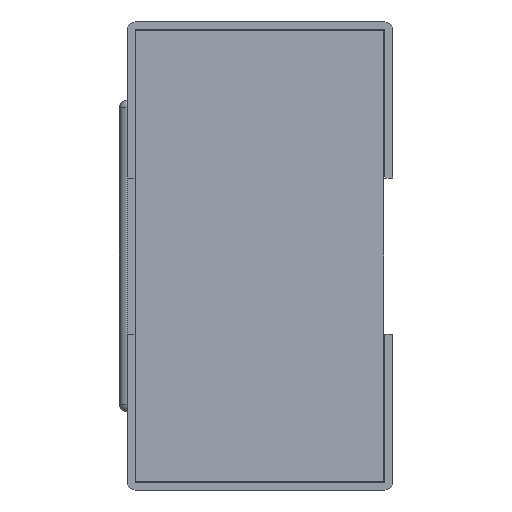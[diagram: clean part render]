
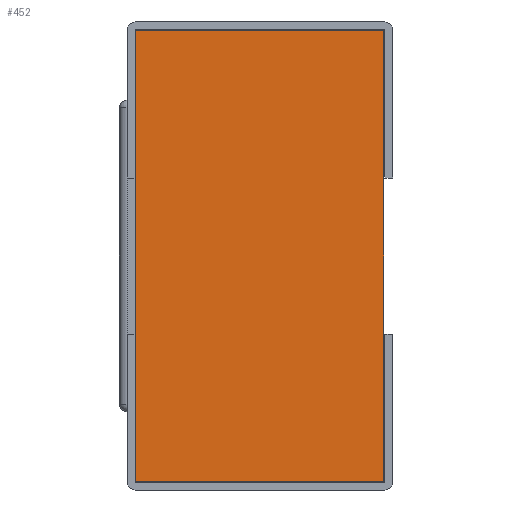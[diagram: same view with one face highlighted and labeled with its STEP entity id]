
A CAD part, left-side view. The second image highlights one B-rep face of the part: STEP entity #452.
In plain terms, the highlighted planar face has unit normal (-1, 0, 0).
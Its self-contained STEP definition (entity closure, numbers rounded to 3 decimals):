
#21 = EDGE_CURVE('',#22,#24,#26,.T.);
#22 = VERTEX_POINT('',#23);
#23 = CARTESIAN_POINT('',(-0.7,0.154,-0.289));
#24 = VERTEX_POINT('',#25);
#25 = CARTESIAN_POINT('',(-0.7,-0.164,-0.289));
#26 = SURFACE_CURVE('',#27,(#31,#43),.PCURVE_S1.);
#27 = LINE('',#28,#29);
#28 = CARTESIAN_POINT('',(-0.7,-0.,-0.289));
#29 = VECTOR('',#30,1.);
#30 = DIRECTION('',(0.,-1.,0.));
#31 = PCURVE('',#32,#37);
#32 = PLANE('',#33);
#33 = AXIS2_PLACEMENT_3D('',#34,#35,#36);
#34 = CARTESIAN_POINT('',(0.7,0.,-0.289));
#35 = DIRECTION('',(0.,0.,-1.));
#36 = DIRECTION('',(-1.,0.,-0.));
#37 = DEFINITIONAL_REPRESENTATION('',(#38),#42);
#38 = LINE('',#39,#40);
#39 = CARTESIAN_POINT('',(1.4,0.));
#40 = VECTOR('',#41,1.);
#41 = DIRECTION('',(-0.,-1.));
#42 = ( GEOMETRIC_REPRESENTATION_CONTEXT(2) 
PARAMETRIC_REPRESENTATION_CONTEXT() REPRESENTATION_CONTEXT('2D SPACE',''
  ) );
#43 = PCURVE('',#44,#49);
#44 = PLANE('',#45);
#45 = AXIS2_PLACEMENT_3D('',#46,#47,#48);
#46 = CARTESIAN_POINT('',(-0.7,0.,0.));
#47 = DIRECTION('',(1.,-0.,0.));
#48 = DIRECTION('',(0.,0.,-1.));
#49 = DEFINITIONAL_REPRESENTATION('',(#50),#54);
#50 = LINE('',#51,#52);
#51 = CARTESIAN_POINT('',(0.289,0.));
#52 = VECTOR('',#53,1.);
#53 = DIRECTION('',(0.,-1.));
#54 = ( GEOMETRIC_REPRESENTATION_CONTEXT(2) 
PARAMETRIC_REPRESENTATION_CONTEXT() REPRESENTATION_CONTEXT('2D SPACE',''
  ) );
#72 = PLANE('',#73);
#73 = AXIS2_PLACEMENT_3D('',#74,#75,#76);
#74 = CARTESIAN_POINT('',(0.7,0.154,0.));
#75 = DIRECTION('',(-0.,1.,0.));
#76 = DIRECTION('',(0.,0.,1.));
#126 = PLANE('',#127);
#127 = AXIS2_PLACEMENT_3D('',#128,#129,#130);
#128 = CARTESIAN_POINT('',(0.7,-0.164,0.));
#129 = DIRECTION('',(-0.,1.,0.));
#130 = DIRECTION('',(0.,0.,1.));
#255 = EDGE_CURVE('',#256,#22,#258,.T.);
#256 = VERTEX_POINT('',#257);
#257 = CARTESIAN_POINT('',(-0.7,0.154,0.289));
#258 = SURFACE_CURVE('',#259,(#263,#270),.PCURVE_S1.);
#259 = LINE('',#260,#261);
#260 = CARTESIAN_POINT('',(-0.7,0.154,0.));
#261 = VECTOR('',#262,1.);
#262 = DIRECTION('',(0.,0.,-1.));
#263 = PCURVE('',#72,#264);
#264 = DEFINITIONAL_REPRESENTATION('',(#265),#269);
#265 = LINE('',#266,#267);
#266 = CARTESIAN_POINT('',(0.,-1.4));
#267 = VECTOR('',#268,1.);
#268 = DIRECTION('',(-1.,0.));
#269 = ( GEOMETRIC_REPRESENTATION_CONTEXT(2) 
PARAMETRIC_REPRESENTATION_CONTEXT() REPRESENTATION_CONTEXT('2D SPACE',''
  ) );
#270 = PCURVE('',#44,#271);
#271 = DEFINITIONAL_REPRESENTATION('',(#272),#276);
#272 = LINE('',#273,#274);
#273 = CARTESIAN_POINT('',(0.,0.154));
#274 = VECTOR('',#275,1.);
#275 = DIRECTION('',(1.,0.));
#276 = ( GEOMETRIC_REPRESENTATION_CONTEXT(2) 
PARAMETRIC_REPRESENTATION_CONTEXT() REPRESENTATION_CONTEXT('2D SPACE',''
  ) );
#294 = PLANE('',#295);
#295 = AXIS2_PLACEMENT_3D('',#296,#297,#298);
#296 = CARTESIAN_POINT('',(0.7,0.,0.289));
#297 = DIRECTION('',(0.,0.,-1.));
#298 = DIRECTION('',(-1.,0.,-0.));
#331 = EDGE_CURVE('',#256,#332,#334,.T.);
#332 = VERTEX_POINT('',#333);
#333 = CARTESIAN_POINT('',(-0.7,-0.164,0.289));
#334 = SURFACE_CURVE('',#335,(#339,#346),.PCURVE_S1.);
#335 = LINE('',#336,#337);
#336 = CARTESIAN_POINT('',(-0.7,0.,0.289));
#337 = VECTOR('',#338,1.);
#338 = DIRECTION('',(0.,-1.,0.));
#339 = PCURVE('',#294,#340);
#340 = DEFINITIONAL_REPRESENTATION('',(#341),#345);
#341 = LINE('',#342,#343);
#342 = CARTESIAN_POINT('',(1.4,0.));
#343 = VECTOR('',#344,1.);
#344 = DIRECTION('',(-0.,-1.));
#345 = ( GEOMETRIC_REPRESENTATION_CONTEXT(2) 
PARAMETRIC_REPRESENTATION_CONTEXT() REPRESENTATION_CONTEXT('2D SPACE',''
  ) );
#346 = PCURVE('',#44,#347);
#347 = DEFINITIONAL_REPRESENTATION('',(#348),#352);
#348 = LINE('',#349,#350);
#349 = CARTESIAN_POINT('',(-0.289,0.));
#350 = VECTOR('',#351,1.);
#351 = DIRECTION('',(0.,-1.));
#352 = ( GEOMETRIC_REPRESENTATION_CONTEXT(2) 
PARAMETRIC_REPRESENTATION_CONTEXT() REPRESENTATION_CONTEXT('2D SPACE',''
  ) );
#402 = EDGE_CURVE('',#332,#24,#403,.T.);
#403 = SURFACE_CURVE('',#404,(#408,#415),.PCURVE_S1.);
#404 = LINE('',#405,#406);
#405 = CARTESIAN_POINT('',(-0.7,-0.164,0.));
#406 = VECTOR('',#407,1.);
#407 = DIRECTION('',(0.,0.,-1.));
#408 = PCURVE('',#126,#409);
#409 = DEFINITIONAL_REPRESENTATION('',(#410),#414);
#410 = LINE('',#411,#412);
#411 = CARTESIAN_POINT('',(0.,-1.4));
#412 = VECTOR('',#413,1.);
#413 = DIRECTION('',(-1.,0.));
#414 = ( GEOMETRIC_REPRESENTATION_CONTEXT(2) 
PARAMETRIC_REPRESENTATION_CONTEXT() REPRESENTATION_CONTEXT('2D SPACE',''
  ) );
#415 = PCURVE('',#44,#416);
#416 = DEFINITIONAL_REPRESENTATION('',(#417),#421);
#417 = LINE('',#418,#419);
#418 = CARTESIAN_POINT('',(0.,-0.164));
#419 = VECTOR('',#420,1.);
#420 = DIRECTION('',(1.,0.));
#421 = ( GEOMETRIC_REPRESENTATION_CONTEXT(2) 
PARAMETRIC_REPRESENTATION_CONTEXT() REPRESENTATION_CONTEXT('2D SPACE',''
  ) );
#452 = ADVANCED_FACE('',(#453),#44,.F.);
#453 = FACE_BOUND('',#454,.T.);
#454 = EDGE_LOOP('',(#455,#456,#457,#458));
#455 = ORIENTED_EDGE('',*,*,#21,.T.);
#456 = ORIENTED_EDGE('',*,*,#402,.F.);
#457 = ORIENTED_EDGE('',*,*,#331,.F.);
#458 = ORIENTED_EDGE('',*,*,#255,.T.);
